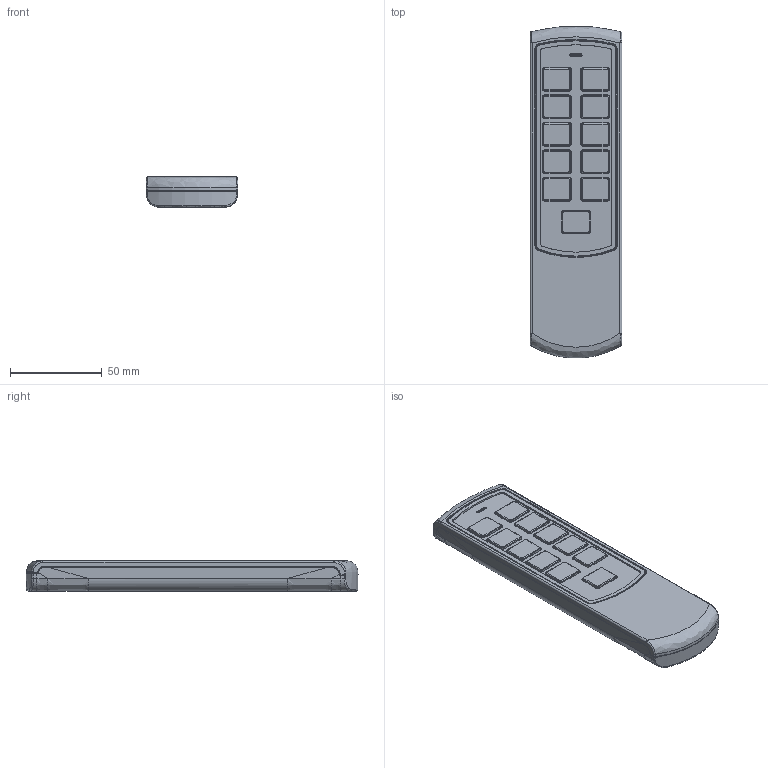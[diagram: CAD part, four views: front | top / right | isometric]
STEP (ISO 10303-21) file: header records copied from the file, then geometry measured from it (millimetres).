
FILE_DESCRIPTION (( 'STEP AP203' ), '1' );
FILE_NAME ('Topline.STEP', '2015-06-08T11:27:38', ( 'admin' ), ( 'Hewlett-Packard Company' ), 'SwSTEP 2.0', 'SolidWorks 2014', '' );
FILE_SCHEMA (( 'CONFIG_CONTROL_DESIGN' ));
Length unit declared in the file: millimetre
Products named in the file (1): Topline
Bounding box: 50 x 181.22 x 16.5 mm (x, y, z)
Volume: 138481.1 mm3; surface area: 27204.8 mm2
Topology: 1 solids, 1 shells, 734 faces, 1841 edges, 1126 vertices
Faces by surface type: cylinder 287, bspline 235, plane 198, torus 8, cone 6
Entity records: 30012 total; most frequent: CARTESIAN_POINT 13941, ORIENTED_EDGE 3666, DIRECTION 2982, EDGE_CURVE 1833, VERTEX_POINT 1126, AXIS2_PLACEMENT_3D 1097, VECTOR 788, LINE 788
